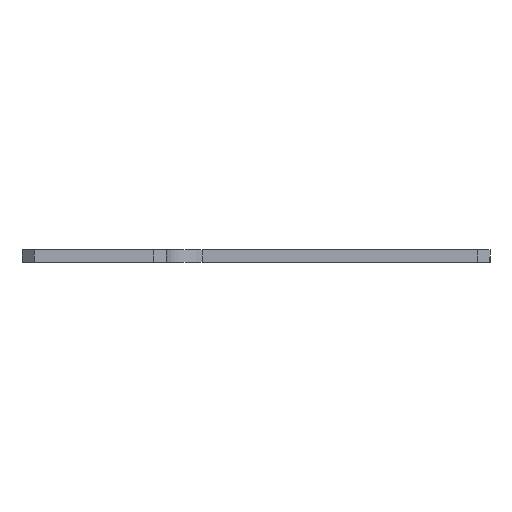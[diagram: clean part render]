
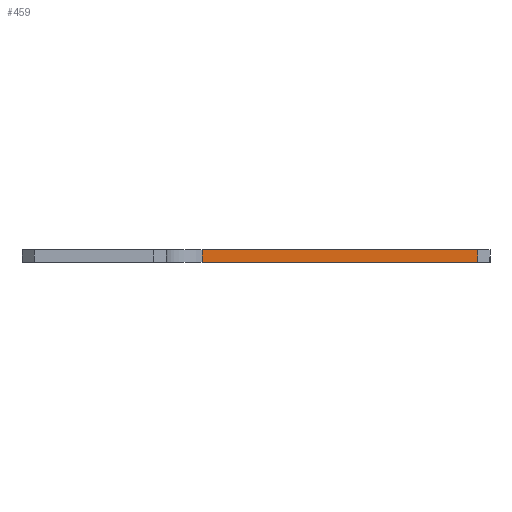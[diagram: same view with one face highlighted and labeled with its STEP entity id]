
A CAD part, left-side view. The second image highlights one B-rep face of the part: STEP entity #459.
In plain terms, the highlighted planar face has unit normal (-1, 0, 0).
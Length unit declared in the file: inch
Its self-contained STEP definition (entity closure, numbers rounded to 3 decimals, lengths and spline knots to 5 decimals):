
#13 = EDGE_CURVE ( 'NONE', #1256, #772, #879, .T. ) ;
#230 = VERTEX_POINT ( 'NONE', #1395 ) ;
#302 = LINE ( 'NONE', #643, #1122 ) ;
#303 = EDGE_LOOP ( 'NONE', ( #645, #1041, #353, #345 ) ) ;
#325 = DIRECTION ( 'NONE',  ( 0., -1., 0. ) ) ;
#345 = ORIENTED_EDGE ( 'NONE', *, *, #875, .F. ) ;
#353 = ORIENTED_EDGE ( 'NONE', *, *, #447, .T. ) ;
#414 = CARTESIAN_POINT ( 'NONE',  ( -0.5, -0.25, 0.09 ) ) ;
#439 = FACE_OUTER_BOUND ( 'NONE', #303, .T. ) ;
#447 = EDGE_CURVE ( 'NONE', #587, #230, #302, .T. ) ;
#459 = ADVANCED_FACE ( 'NONE', ( #439 ), #1483, .T. ) ;
#468 = DIRECTION ( 'NONE',  ( 0., 0., -1. ) ) ;
#577 = LINE ( 'NONE', #1386, #1470 ) ;
#587 = VERTEX_POINT ( 'NONE', #1233 ) ;
#643 = CARTESIAN_POINT ( 'NONE',  ( -0.5, -2.25, 0. ) ) ;
#645 = ORIENTED_EDGE ( 'NONE', *, *, #13, .T. ) ;
#669 = CARTESIAN_POINT ( 'NONE',  ( -0.5, 0., 0. ) ) ;
#692 = AXIS2_PLACEMENT_3D ( 'NONE', #669, #1092, #1103 ) ;
#772 = VERTEX_POINT ( 'NONE', #414 ) ;
#812 = VECTOR ( 'NONE', #1482, 39.37008 ) ;
#875 = EDGE_CURVE ( 'NONE', #1256, #230, #577, .T. ) ;
#879 = LINE ( 'NONE', #1347, #1319 ) ;
#946 = EDGE_CURVE ( 'NONE', #772, #587, #1234, .T. ) ;
#984 = DIRECTION ( 'NONE',  ( 0., 1., 0. ) ) ;
#1041 = ORIENTED_EDGE ( 'NONE', *, *, #946, .T. ) ;
#1092 = DIRECTION ( 'NONE',  ( -1., 0., 0. ) ) ;
#1103 = DIRECTION ( 'NONE',  ( 0., -1., 0. ) ) ;
#1122 = VECTOR ( 'NONE', #325, 39.37008 ) ;
#1124 = CARTESIAN_POINT ( 'NONE',  ( -0.5, -2.165, 0.09 ) ) ;
#1129 = CARTESIAN_POINT ( 'NONE',  ( -0.5, -0.25, 0. ) ) ;
#1233 = CARTESIAN_POINT ( 'NONE',  ( -0.5, -0.25, 0. ) ) ;
#1234 = LINE ( 'NONE', #1129, #812 ) ;
#1256 = VERTEX_POINT ( 'NONE', #1124 ) ;
#1319 = VECTOR ( 'NONE', #984, 39.37008 ) ;
#1347 = CARTESIAN_POINT ( 'NONE',  ( -0.5, 0., 0.09 ) ) ;
#1386 = CARTESIAN_POINT ( 'NONE',  ( -0.5, -2.165, 0.09 ) ) ;
#1395 = CARTESIAN_POINT ( 'NONE',  ( -0.5, -2.165, 0. ) ) ;
#1470 = VECTOR ( 'NONE', #468, 39.37008 ) ;
#1482 = DIRECTION ( 'NONE',  ( 0., 0., -1. ) ) ;
#1483 = PLANE ( 'NONE',  #692 ) ;
